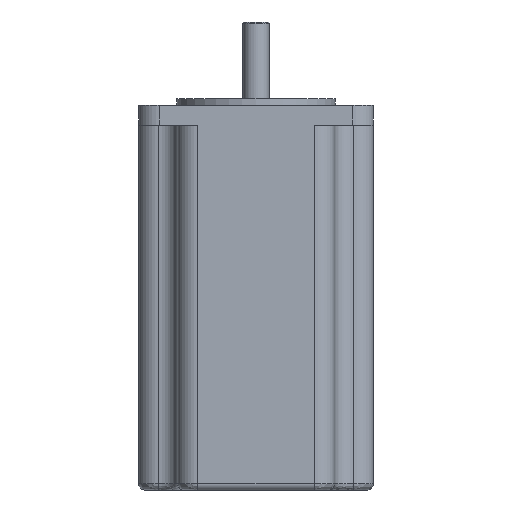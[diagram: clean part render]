
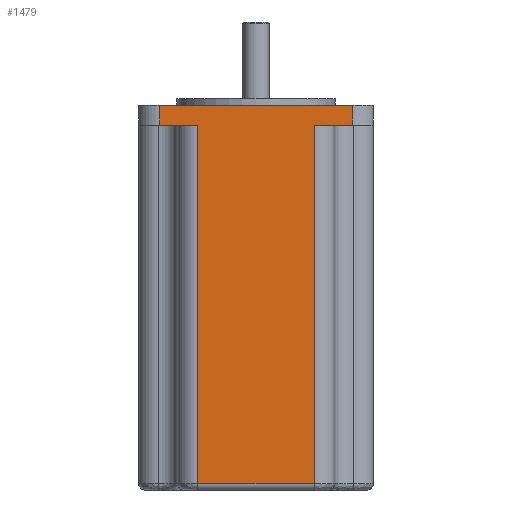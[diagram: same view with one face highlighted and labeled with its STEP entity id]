
A CAD part, front view. The second image highlights one B-rep face of the part: STEP entity #1479.
In plain terms, the highlighted planar face has unit normal (0, -1, 0).
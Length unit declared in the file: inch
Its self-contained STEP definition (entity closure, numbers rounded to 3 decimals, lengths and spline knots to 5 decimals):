
#19 = LINE ( 'NONE', #3859, #897 ) ;
#39 = CARTESIAN_POINT ( 'NONE',  ( 1.11024, -1.11024, 0. ) ) ;
#84 = CARTESIAN_POINT ( 'NONE',  ( 0.54851, -1.11024, 0.05906 ) ) ;
#200 = EDGE_CURVE ( 'NONE', #1131, #3518, #864, .T. ) ;
#209 = ORIENTED_EDGE ( 'NONE', *, *, #325, .F. ) ;
#290 = EDGE_LOOP ( 'NONE', ( #3919, #2768, #209, #2576, #3515, #1894, #1890, #3962 ) ) ;
#325 = EDGE_CURVE ( 'NONE', #3349, #3518, #1828, .T. ) ;
#354 = DIRECTION ( 'NONE',  ( 0., -1., 0. ) ) ;
#384 = VECTOR ( 'NONE', #2166, 39.37008 ) ;
#415 = DIRECTION ( 'NONE',  ( 1., 0., 0. ) ) ;
#418 = DIRECTION ( 'NONE',  ( 0., 0., -1. ) ) ;
#429 = CARTESIAN_POINT ( 'NONE',  ( 1.11024, -1.11024, 3.44882 ) ) ;
#463 = CARTESIAN_POINT ( 'NONE',  ( -0.54851, -1.11024, 3.44882 ) ) ;
#487 = VECTOR ( 'NONE', #1256, 39.37008 ) ;
#582 = CARTESIAN_POINT ( 'NONE',  ( -0.91339, -1.11024, 3.44882 ) ) ;
#646 = VECTOR ( 'NONE', #4032, 39.37008 ) ;
#651 = EDGE_CURVE ( 'NONE', #3001, #2859, #1306, .T. ) ;
#864 = LINE ( 'NONE', #2076, #4161 ) ;
#897 = VECTOR ( 'NONE', #3548, 39.37008 ) ;
#911 = AXIS2_PLACEMENT_3D ( 'NONE', #39, #354, #3931 ) ;
#1001 = LINE ( 'NONE', #3477, #487 ) ;
#1024 = CARTESIAN_POINT ( 'NONE',  ( 0.54851, -1.11024, 3.44882 ) ) ;
#1025 = VERTEX_POINT ( 'NONE', #3071 ) ;
#1113 = EDGE_CURVE ( 'NONE', #2831, #1131, #2754, .T. ) ;
#1131 = VERTEX_POINT ( 'NONE', #463 ) ;
#1150 = CARTESIAN_POINT ( 'NONE',  ( 0.54851, -1.11024, 0. ) ) ;
#1171 = CARTESIAN_POINT ( 'NONE',  ( 0.55512, -1.11024, 0.05906 ) ) ;
#1256 = DIRECTION ( 'NONE',  ( 0., 0., -1. ) ) ;
#1306 = LINE ( 'NONE', #1684, #2172 ) ;
#1352 = EDGE_CURVE ( 'NONE', #1025, #2831, #1001, .T. ) ;
#1479 = ADVANCED_FACE ( 'NONE', ( #3330 ), #3899, .T. ) ;
#1684 = CARTESIAN_POINT ( 'NONE',  ( 1.11024, -1.11024, 3.44882 ) ) ;
#1828 = LINE ( 'NONE', #1171, #384 ) ;
#1890 = ORIENTED_EDGE ( 'NONE', *, *, #3749, .T. ) ;
#1894 = ORIENTED_EDGE ( 'NONE', *, *, #2626, .T. ) ;
#1920 = VECTOR ( 'NONE', #415, 39.37008 ) ;
#2076 = CARTESIAN_POINT ( 'NONE',  ( -0.54851, -1.11024, 0. ) ) ;
#2166 = DIRECTION ( 'NONE',  ( -1., 0., 0. ) ) ;
#2172 = VECTOR ( 'NONE', #2311, 39.37008 ) ;
#2311 = DIRECTION ( 'NONE',  ( 1., 0., 0. ) ) ;
#2398 = VECTOR ( 'NONE', #3362, 39.37008 ) ;
#2432 = CARTESIAN_POINT ( 'NONE',  ( -0.54851, -1.11024, 0.05906 ) ) ;
#2576 = ORIENTED_EDGE ( 'NONE', *, *, #3194, .F. ) ;
#2626 = EDGE_CURVE ( 'NONE', #2859, #2957, #3219, .T. ) ;
#2754 = LINE ( 'NONE', #429, #1920 ) ;
#2768 = ORIENTED_EDGE ( 'NONE', *, *, #200, .T. ) ;
#2831 = VERTEX_POINT ( 'NONE', #582 ) ;
#2859 = VERTEX_POINT ( 'NONE', #3531 ) ;
#2957 = VERTEX_POINT ( 'NONE', #3911 ) ;
#3001 = VERTEX_POINT ( 'NONE', #1024 ) ;
#3071 = CARTESIAN_POINT ( 'NONE',  ( -0.91339, -1.11024, 3.6378 ) ) ;
#3078 = CARTESIAN_POINT ( 'NONE',  ( 0.91339, -1.11024, 0. ) ) ;
#3194 = EDGE_CURVE ( 'NONE', #3001, #3349, #3745, .T. ) ;
#3219 = LINE ( 'NONE', #3078, #2398 ) ;
#3330 = FACE_OUTER_BOUND ( 'NONE', #290, .T. ) ;
#3349 = VERTEX_POINT ( 'NONE', #84 ) ;
#3362 = DIRECTION ( 'NONE',  ( 0., 0., 1. ) ) ;
#3477 = CARTESIAN_POINT ( 'NONE',  ( -0.91339, -1.11024, 0. ) ) ;
#3515 = ORIENTED_EDGE ( 'NONE', *, *, #651, .T. ) ;
#3518 = VERTEX_POINT ( 'NONE', #2432 ) ;
#3531 = CARTESIAN_POINT ( 'NONE',  ( 0.91339, -1.11024, 3.44882 ) ) ;
#3548 = DIRECTION ( 'NONE',  ( -1., 0., 0. ) ) ;
#3745 = LINE ( 'NONE', #1150, #646 ) ;
#3749 = EDGE_CURVE ( 'NONE', #2957, #1025, #19, .T. ) ;
#3859 = CARTESIAN_POINT ( 'NONE',  ( 1.11024, -1.11024, 3.6378 ) ) ;
#3899 = PLANE ( 'NONE',  #911 ) ;
#3911 = CARTESIAN_POINT ( 'NONE',  ( 0.91339, -1.11024, 3.6378 ) ) ;
#3919 = ORIENTED_EDGE ( 'NONE', *, *, #1113, .T. ) ;
#3931 = DIRECTION ( 'NONE',  ( 0., 0., -1. ) ) ;
#3962 = ORIENTED_EDGE ( 'NONE', *, *, #1352, .T. ) ;
#4032 = DIRECTION ( 'NONE',  ( 0., 0., -1. ) ) ;
#4161 = VECTOR ( 'NONE', #418, 39.37008 ) ;
